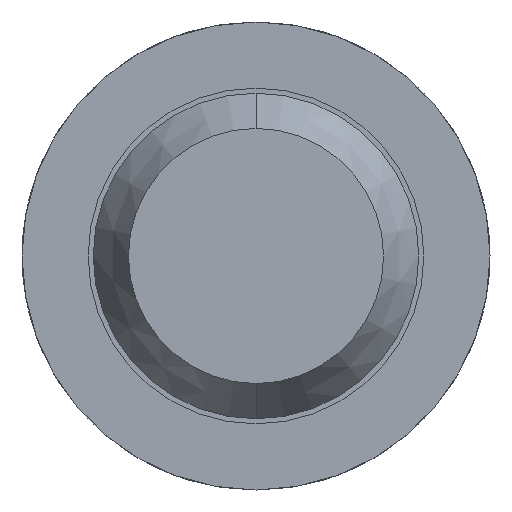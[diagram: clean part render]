
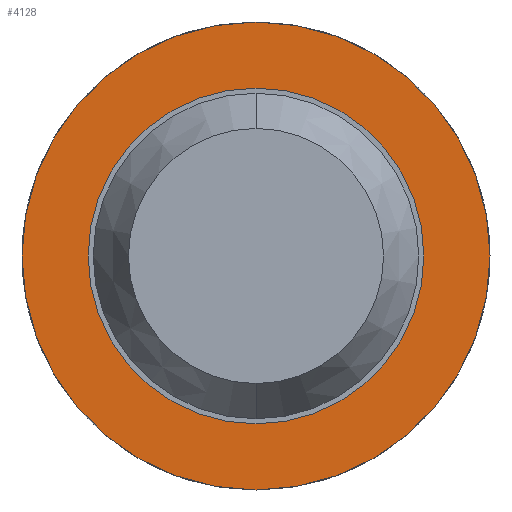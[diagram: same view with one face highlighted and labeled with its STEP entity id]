
A CAD part, front view. The second image highlights one B-rep face of the part: STEP entity #4128.
In plain terms, the highlighted planar face has unit normal (0, -1, 0).
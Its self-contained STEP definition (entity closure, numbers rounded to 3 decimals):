
#174 = CIRCLE ( 'NONE', #2718, 1.15 ) ;
#357 = ORIENTED_EDGE ( 'NONE', *, *, #2392, .T. ) ;
#403 = VERTEX_POINT ( 'NONE', #2523 ) ;
#440 = CIRCLE ( 'NONE', #2475, 0.825 ) ;
#454 = CARTESIAN_POINT ( 'NONE',  ( 0., -1.7, -0.825 ) ) ;
#456 = CARTESIAN_POINT ( 'NONE',  ( 0., -1.7, 0. ) ) ;
#570 = EDGE_LOOP ( 'NONE', ( #3606, #357 ) ) ;
#605 = CIRCLE ( 'NONE', #2190, 0.825 ) ;
#820 = CARTESIAN_POINT ( 'NONE',  ( 0.825, -1.7, 0. ) ) ;
#833 = DIRECTION ( 'NONE',  ( 0., 1., 0. ) ) ;
#1107 = AXIS2_PLACEMENT_3D ( 'NONE', #820, #4556, #3501 ) ;
#1128 = DIRECTION ( 'NONE',  ( 0., 1., 0. ) ) ;
#1174 = FACE_OUTER_BOUND ( 'NONE', #2121, .T. ) ;
#1298 = CARTESIAN_POINT ( 'NONE',  ( 0., -1.7, 0.825 ) ) ;
#1477 = CARTESIAN_POINT ( 'NONE',  ( 0., -1.7, 0. ) ) ;
#1644 = EDGE_CURVE ( 'Defeature ausgef�hrt3_10+Defeature ausgef�hrt3_14+Defeature ausgef�hrt3_14+Defeature ausgef�hrt3_14', #4544, #403, #2204, .T. ) ;
#1754 = VERTEX_POINT ( 'NONE', #454 ) ;
#1835 = CARTESIAN_POINT ( 'NONE',  ( 0., -1.7, 0. ) ) ;
#2020 = EDGE_CURVE ( 'Defeature ausgef�hrt3_10+Defeature ausgef�hrt3_14+Defeature ausgef�hrt3_14+Defeature ausgef�hrt3_14', #403, #4544, #174, .T. ) ;
#2107 = DIRECTION ( 'NONE',  ( 0., 0., 1. ) ) ;
#2121 = EDGE_LOOP ( 'NONE', ( #3120, #3362 ) ) ;
#2141 = CARTESIAN_POINT ( 'NONE',  ( 0., -1.7, 0. ) ) ;
#2190 = AXIS2_PLACEMENT_3D ( 'NONE', #1835, #1128, #3016 ) ;
#2204 = CIRCLE ( 'NONE', #3272, 1.15 ) ;
#2392 = EDGE_CURVE ( 'Defeature ausgef�hrt3_14+Defeature ausgef�hrt3_13+Defeature ausgef�hrt3_13+Defeature ausgef�hrt3_13', #1754, #3826, #440, .T. ) ;
#2475 = AXIS2_PLACEMENT_3D ( 'NONE', #456, #833, #3001 ) ;
#2523 = CARTESIAN_POINT ( 'NONE',  ( 0., -1.7, 1.15 ) ) ;
#2633 = DIRECTION ( 'NONE',  ( 0., 1., 0. ) ) ;
#2718 = AXIS2_PLACEMENT_3D ( 'NONE', #2141, #2850, #2107 ) ;
#2850 = DIRECTION ( 'NONE',  ( 0., 1., 0. ) ) ;
#3001 = DIRECTION ( 'NONE',  ( 0., 0., 1. ) ) ;
#3016 = DIRECTION ( 'NONE',  ( 0., 0., 1. ) ) ;
#3120 = ORIENTED_EDGE ( 'NONE', *, *, #2020, .F. ) ;
#3157 = FACE_BOUND ( 'NONE', #570, .T. ) ;
#3272 = AXIS2_PLACEMENT_3D ( 'NONE', #1477, #2633, #4119 ) ;
#3347 = EDGE_CURVE ( 'Defeature ausgef�hrt3_14+Defeature ausgef�hrt3_13+Defeature ausgef�hrt3_13+Defeature ausgef�hrt3_13', #3826, #1754, #605, .T. ) ;
#3362 = ORIENTED_EDGE ( 'NONE', *, *, #1644, .F. ) ;
#3431 = PLANE ( 'NONE',  #1107 ) ;
#3501 = DIRECTION ( 'NONE',  ( 0., 0., 1. ) ) ;
#3606 = ORIENTED_EDGE ( 'NONE', *, *, #3347, .T. ) ;
#3826 = VERTEX_POINT ( 'NONE', #1298 ) ;
#4119 = DIRECTION ( 'NONE',  ( 0., 0., 1. ) ) ;
#4128 = ADVANCED_FACE ( 'Defeature ausgef�hrt3_14', ( #1174, #3157 ), #3431, .F. ) ;
#4282 = CARTESIAN_POINT ( 'NONE',  ( 0., -1.7, -1.15 ) ) ;
#4544 = VERTEX_POINT ( 'NONE', #4282 ) ;
#4556 = DIRECTION ( 'NONE',  ( 0., 1., 0. ) ) ;
